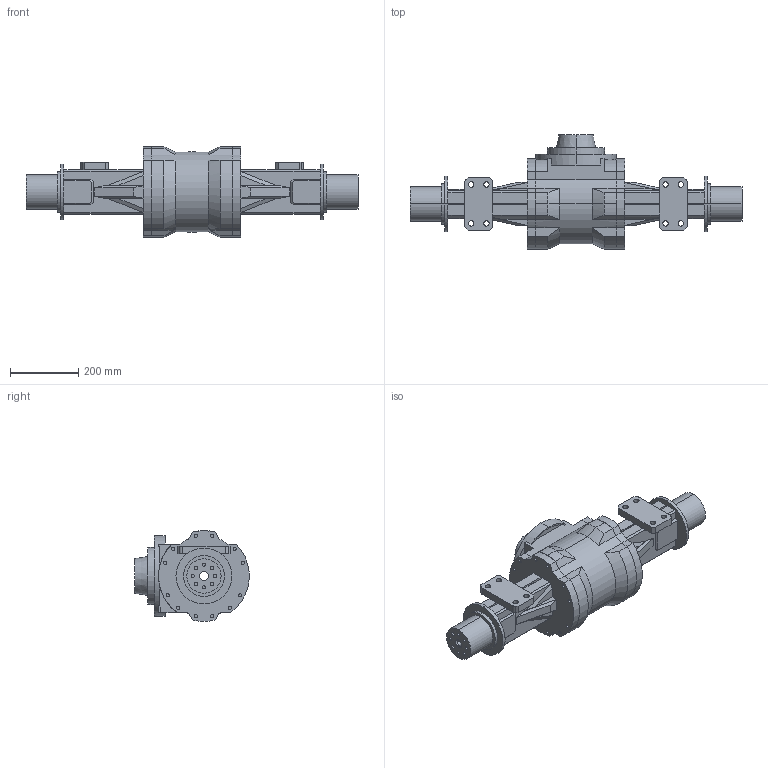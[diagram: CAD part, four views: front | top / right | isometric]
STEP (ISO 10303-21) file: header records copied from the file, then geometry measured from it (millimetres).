
FILE_DESCRIPTION (( 'STEP AP203' ), '1' );
FILE_NAME ('FrontAxle_Primary.STEP', '2023-07-27T05:57:10', ( '' ), ( '' ), 'SwSTEP 2.0', 'SolidWorks 2021', '' );
FILE_SCHEMA (( 'CONFIG_CONTROL_DESIGN' ));
Length unit declared in the file: centimetre
Products named in the file (8): Part 62; Front Axle Assembly _1_; Axle Case _1_; Part 4-4; FrontAxle_Primary; Part 61; Differential Gears _1_; Part 3-4
Assembly tree (7 placements, depth 4):
  FrontAxle_Primary
    Front Axle Assembly _1_
      Axle Case _1_
        Part 3-4
        Part 4-4
      Differential Gears _1_
        Part 62
        Part 61
Bounding box: 976.24 x 336.09 x 266.7 mm (x, y, z)
Volume: 11164878.6 mm3; surface area: 1521636 mm2
Topology: 4 solids, 4 shells, 620 faces, 1547 edges, 1020 vertices
Faces by surface type: plane 306, cylinder 294, cone 20
Entity records: 20059 total; most frequent: CARTESIAN_POINT 3680, DIRECTION 3391, ORIENTED_EDGE 3094, EDGE_CURVE 1547, AXIS2_PLACEMENT_3D 1239, VERTEX_POINT 1020, VECTOR 913, LINE 913
